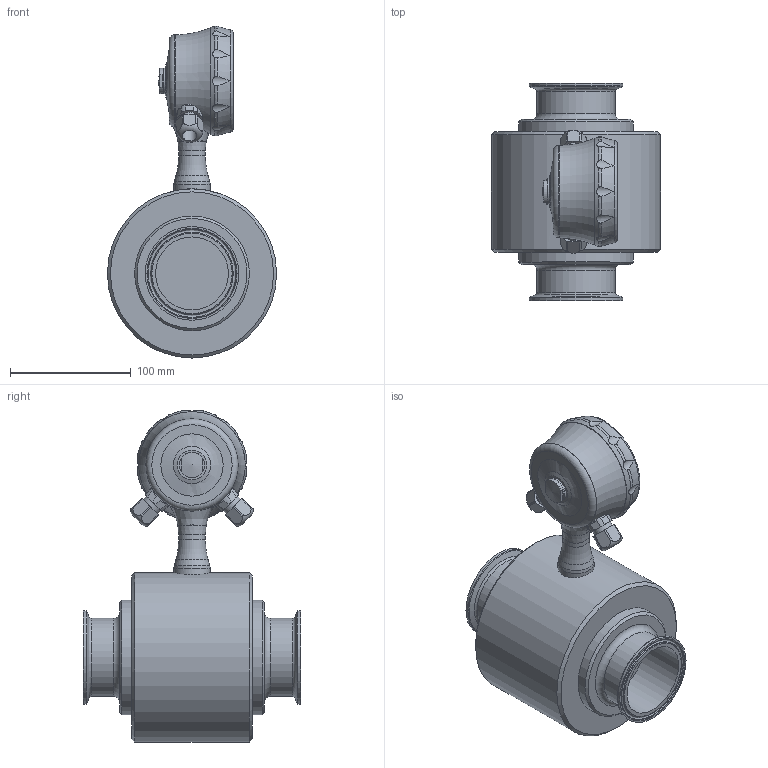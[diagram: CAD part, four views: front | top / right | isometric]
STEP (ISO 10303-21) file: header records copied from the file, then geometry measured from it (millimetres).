
FILE_DESCRIPTION( ( 'Unknown' ), '1' );
FILE_NAME( 'PF75H5xxxxxxx03x1J42xx2xxx0x0.stp', 'Unknown', ( 'Unknown' ), ( 'Unknown' ), 'PSStep 19.0.9', 'Unknown', ' ' );
FILE_SCHEMA( ( 'AUTOMOTIVE_DESIGN { 1 0 10303 214 1 1 1 1 }' ) );
Length unit declared in the file: millimetre
Products named in the file (1): Unterteil_PF75H_Clamp_ISO_2852_DN65
Bounding box: 140 x 180 x 274.77 mm (x, y, z)
Volume: 1976357.3 mm3; surface area: 152636.3 mm2
Topology: 1 solids, 16 shells, 520 faces, 1350 edges, 884 vertices
Faces by surface type: plane 260, cylinder 145, torus 49, cone 37, bspline 21, revolution 4, sphere 4
Full cylindrical faces by diameter (mm): 3 x1, 3.459 x2, 12 x2, 16 x4, 16.691 x2, 20.8 x1, 21 x1, 22 x1, 23.5 x1, 30 x1, 60.3 x2, 64.6 x2, 77.5 x2, 81.2 x1, 83.7 x1, 88 x1, 95 x2, 140 x1
Entity records: 22998 total; most frequent: CARTESIAN_POINT 6866, ORIENTED_EDGE 2466, DIRECTION 2366, EDGE_CURVE 1233, AXIS2_PLACEMENT_3D 891, VERTEX_POINT 849, EDGE_LOOP 635, LINE 580
